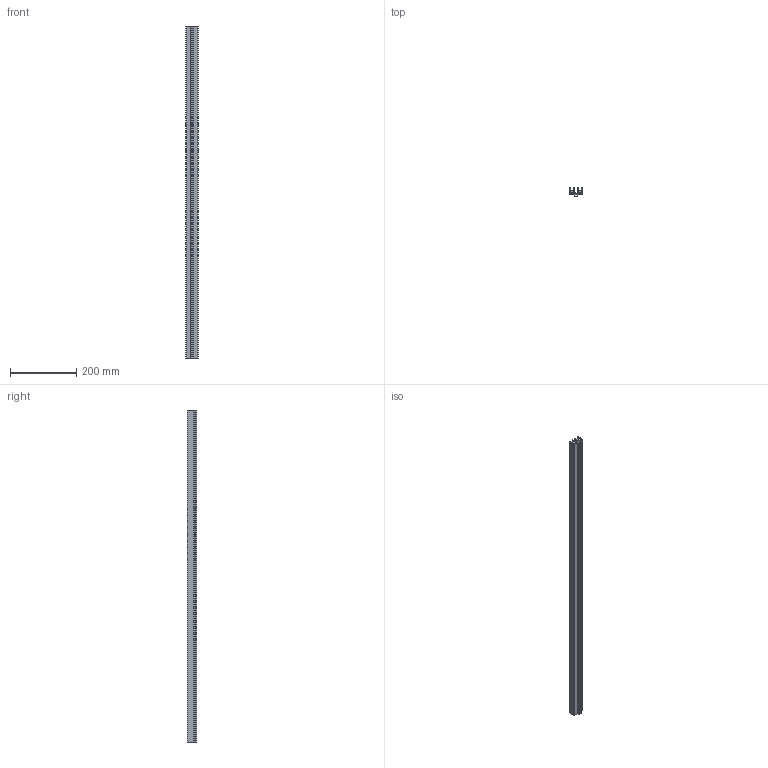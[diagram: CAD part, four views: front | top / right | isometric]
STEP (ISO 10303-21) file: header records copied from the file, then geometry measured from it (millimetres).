
FILE_DESCRIPTION(/* description */ (''),/* implementation_level */ '2;1');
FILE_NAME(/* name */ 'GSD10043.3000KIT1.step',/* time_stamp */ '2024-04-30T14:01:24+01:00',/* author */ ('project'),/* organization */ (''),/* preprocessor_version */ 'ST-DEVELOPER v19',/* originating_system */ 'Autodesk Inventor 2023',/* authorisation */ '');
FILE_SCHEMA (('AUTOMOTIVE_DESIGN { 1 0 10303 214 3 1 1 }'));
Length unit declared in the file: metre
Products named in the file (1): GSD10043.3000KIT1
Bounding box: 38 x 27.73 x 1000 mm (x, y, z)
Volume: 390297.1 mm3; surface area: 294446.8 mm2
Topology: 3 solids, 3 shells, 62 faces, 168 edges, 112 vertices
Faces by surface type: plane 40, cylinder 22
Full cylindrical faces by diameter (mm): 8 x2
Entity records: 2006 total; most frequent: CARTESIAN_POINT 343, DIRECTION 338, ORIENTED_EDGE 336, EDGE_CURVE 168, LINE 124, VECTOR 124, VERTEX_POINT 112, AXIS2_PLACEMENT_3D 107
